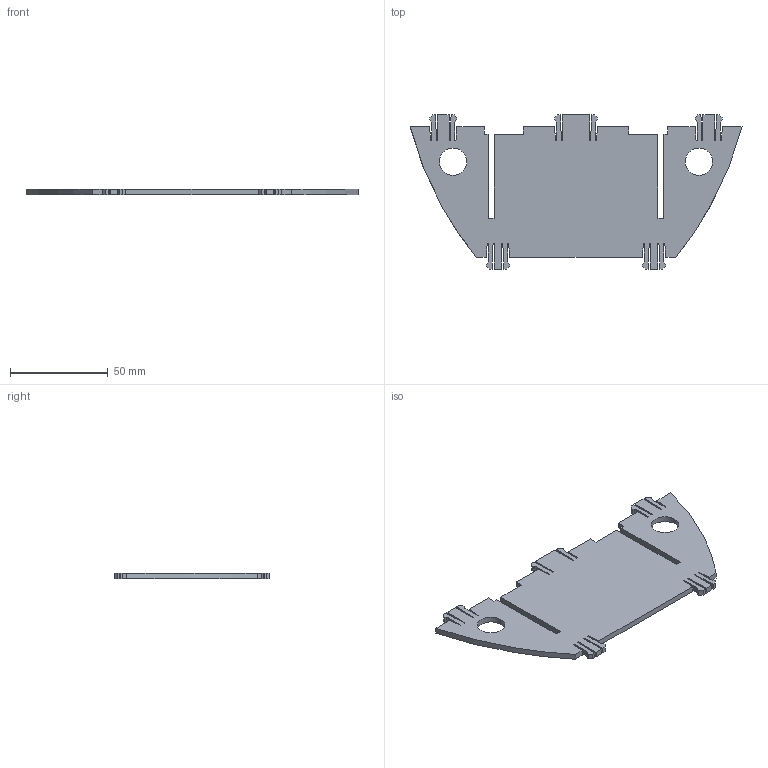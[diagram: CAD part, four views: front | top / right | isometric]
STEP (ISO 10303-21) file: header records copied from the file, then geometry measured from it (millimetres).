
FILE_DESCRIPTION (( 'STEP AP203' ), '1' );
FILE_NAME ('frame-2-2.step', '2015-02-17T13:06:02', ( 'Cesar' ), ( '' ), 'SwSTEP 2.0', 'SolidWorks 2013', '' );
FILE_SCHEMA (( 'CONFIG_CONTROL_DESIGN' ));
Length unit declared in the file: millimetre
Products named in the file (1): frame-2-2
Bounding box: 170.09 x 79 x 3 mm (x, y, z)
Volume: 27168.3 mm3; surface area: 21574 mm2
Topology: 1 solids, 1 shells, 146 faces, 432 edges, 288 vertices
Faces by surface type: plane 140, cylinder 4, bspline 2
Entity records: 5052 total; most frequent: CARTESIAN_POINT 1064, ORIENTED_EDGE 864, DIRECTION 726, EDGE_CURVE 432, LINE 420, VECTOR 420, VERTEX_POINT 288, AXIS2_PLACEMENT_3D 153
